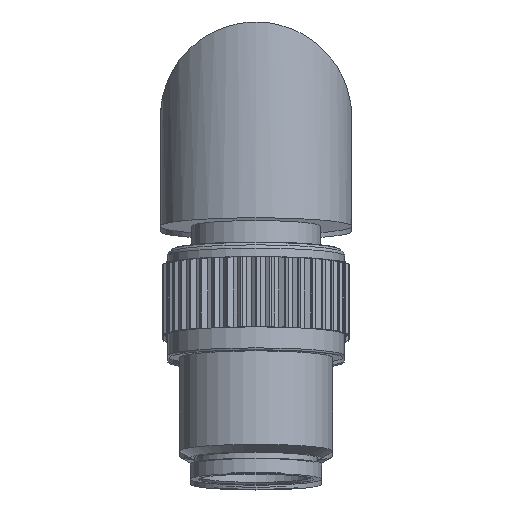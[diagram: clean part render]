
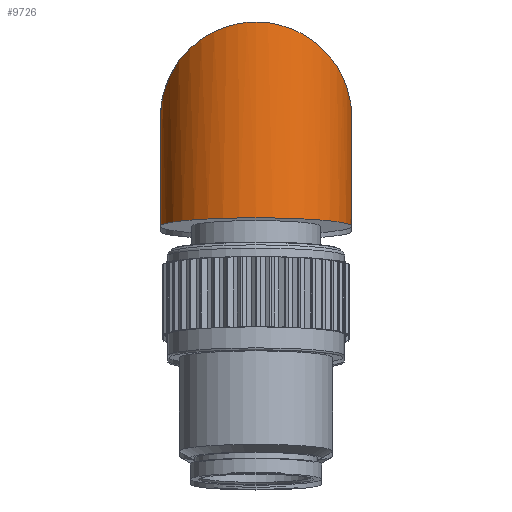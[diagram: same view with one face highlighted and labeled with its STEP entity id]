
A CAD part, top view. The second image highlights one B-rep face of the part: STEP entity #9726.
In plain terms, the highlighted cylindrical face has radius 5 mm (diameter 10 mm), a full revolution.
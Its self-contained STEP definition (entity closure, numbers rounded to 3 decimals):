
#1694=CIRCLE('',#10312,5.);
#2736=ORIENTED_EDGE('',*,*,#4455,.T.);
#2737=ORIENTED_EDGE('',*,*,#4456,.T.);
#4455=EDGE_CURVE('',#5323,#5323,#5691,.F.);
#4456=EDGE_CURVE('',#5324,#5324,#1694,.T.);
#5323=VERTEX_POINT('',#13961);
#5324=VERTEX_POINT('',#13964);
#5691=ELLIPSE('',#10310,6.782,5.);
#5893=EDGE_LOOP('',(#2736));
#5894=EDGE_LOOP('',(#2737));
#6353=FACE_BOUND('',#5893,.T.);
#6354=FACE_BOUND('',#5894,.T.);
#6701=CYLINDRICAL_SURFACE('',#10311,5.);
#9726=ADVANCED_FACE('',(#6353,#6354),#6701,.T.);
#10310=AXIS2_PLACEMENT_3D('',#13960,#11773,#11774);
#10311=AXIS2_PLACEMENT_3D('',#13962,#11775,#11776);
#10312=AXIS2_PLACEMENT_3D('',#13963,#11777,#11778);
#11773=DIRECTION('',(0.,0.676,-0.737));
#11774=DIRECTION('',(0.,-0.737,-0.676));
#11775=DIRECTION('',(0.,0.996,-0.087));
#11776=DIRECTION('',(0.,0.087,0.996));
#11777=DIRECTION('',(0.,0.996,-0.087));
#11778=DIRECTION('',(0.,0.087,0.996));
#13960=CARTESIAN_POINT('',(0.,0.,24.5));
#13961=CARTESIAN_POINT('',(0.,-5.,19.918));
#13962=CARTESIAN_POINT('',(0.,4.981,24.064));
#13963=CARTESIAN_POINT('',(0.,-5.642,24.994));
#13964=CARTESIAN_POINT('',(0.,-5.206,29.975));
